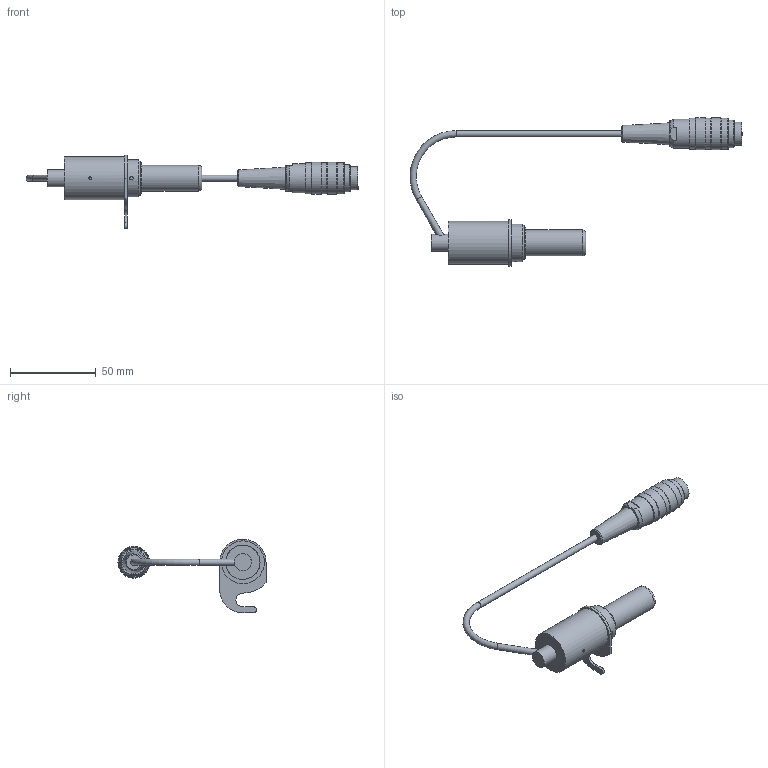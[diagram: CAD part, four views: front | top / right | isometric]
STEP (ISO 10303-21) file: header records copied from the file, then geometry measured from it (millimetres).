
FILE_DESCRIPTION(/* description */ (''),/* implementation_level */ '2;1');
FILE_NAME(/* name */ '130 68_R3QW-3-8.stp',/* time_stamp */ '2020-12-01T15:27:57+01:00',/* author */ ('kuttig'),/* organization */ (''),/* preprocessor_version */ 'ST-DEVELOPER v16.13',/* originating_system */ 'Autodesk Inventor 2018',/* authorisation */ '');
FILE_SCHEMA (('AUTOMOTIVE_DESIGN { 1 0 10303 214 3 1 1 }'));
Length unit declared in the file: millimetre
Products named in the file (1): 130 68_R3QW-3-8_Shrinkwrap_1
Bounding box: 193.3 x 86.23 x 43 mm (x, y, z)
Volume: 33763.9 mm3; surface area: 21973.9 mm2
Topology: 7 solids, 7 shells, 155 faces, 341 edges, 218 vertices
Faces by surface type: plane 74, cylinder 51, cone 19, bspline 6, torus 5
Full cylindrical faces by diameter (mm): 0.2 x2, 1.49 x3, 1.5 x2, 1.8 x1, 2 x2, 2.25 x1, 3 x1, 3.7 x3, 4.7 x1, 5 x1, 10 x2, 10.2 x1, 13.5 x1, 15 x1, 15.08 x1, 16 x1, 16.9 x1, 18 x2, 18.15 x3, 18.5 x2, 20 x2, 21.8 x1, 25 x1
Entity records: 4625 total; most frequent: CARTESIAN_POINT 1208, DIRECTION 685, ORIENTED_EDGE 538, AXIS2_PLACEMENT_3D 288, EDGE_CURVE 269, EDGE_LOOP 246, VERTEX_POINT 205, STYLED_ITEM 162
